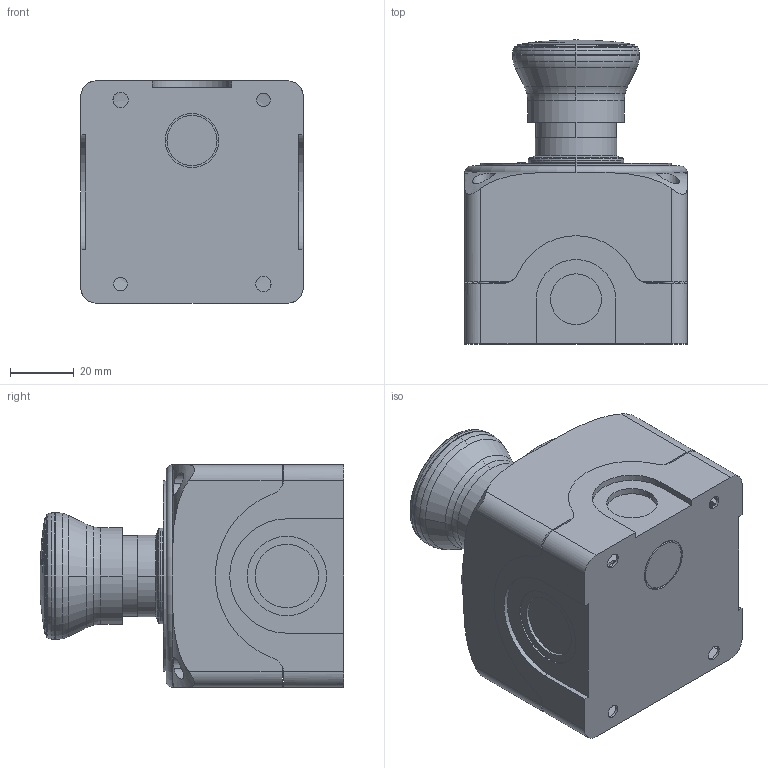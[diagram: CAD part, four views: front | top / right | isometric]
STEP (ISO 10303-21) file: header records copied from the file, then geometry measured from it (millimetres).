
FILE_DESCRIPTION((''),'2;1');
FILE_NAME('192611_ASM','2023-08-31T10:03:58',('banengservice'),('BANNER ENGINEERING'),'CREO PARAMETRIC BY PTC INC, 2022414','CREO PARAMETRIC BY PTC INC, 2022414','');
FILE_SCHEMA(('CONFIG_CONTROL_DESIGN'));
Products named in the file (11): 179137_BOTTOM; 179137_TOP; SHCS_8-32X1_1_2; 179137_LPZP1A5_ASM; 235800; 235813; 235801; 205759; 205758; 192610_ASM; 192611_ASM
Assembly tree (14 placements, depth 3):
  192611_ASM
    179137_LPZP1A5_ASM
      179137_BOTTOM
      179137_TOP
      SHCS_8-32X1_1_2  x4
    192610_ASM
      235800
      235813
      235801
      205759  x2
      205758
Bounding box: 70 x 95.72 x 70 mm (x, y, z)
Volume: 22101.4 mm3; surface area: 95320.1 mm2
Topology: 19 solids, 90 shells, 3904 faces, 14454 edges, 10438 vertices
Faces by surface type: plane 2530, cylinder 757, cone 267, torus 224, bspline 80, sphere 37, extrusion 9
Entity records: 125987 total; most frequent: CARTESIAN_POINT 32997, ORIENTED_EDGE 19125, DIRECTION 17726, EDGE_CURVE 11193, VERTEX_POINT 8042, VECTOR 7586, LINE 7580, AXIS2_PLACEMENT_3D 5070
